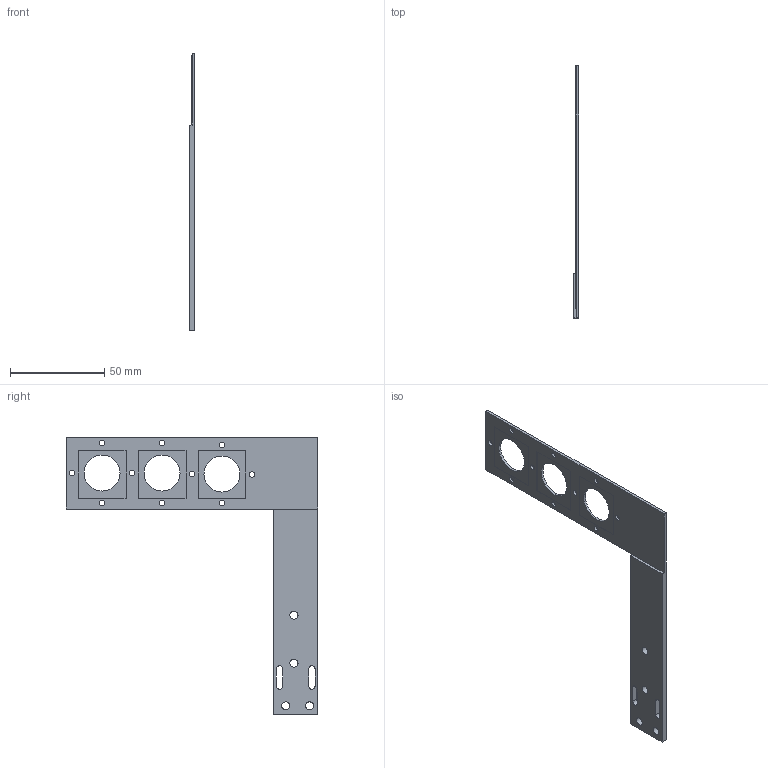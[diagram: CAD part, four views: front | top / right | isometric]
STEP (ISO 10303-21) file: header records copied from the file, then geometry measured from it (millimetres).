
FILE_DESCRIPTION( ( 'Unknown' ), '1' );
FILE_NAME( 'BottomPlateTargetWithSlots.stp', 'Unknown', ( 'Unknown' ), ( 'Unknown' ), 'PSStep 16.0.42', 'Unknown', ' ' );
FILE_SCHEMA( ( 'AUTOMOTIVE_DESIGN { 1 0 10303 214 1 1 1 1 }' ) );
Length unit declared in the file: millimetre
Products named in the file (1): 1
Bounding box: 3 x 133.35 x 147.12 mm (x, y, z)
Volume: 13355.1 mm3; surface area: 15168 mm2
Topology: 1 solids, 1 shells, 50 faces, 141 edges, 96 vertices
Faces by surface type: plane 29, cylinder 21
Full cylindrical faces by diameter (mm): 2.946 x10, 4.293 x2, 4.305 x2, 19.05 x3
Entity records: 1979 total; most frequent: DIRECTION 261, CARTESIAN_POINT 257, ORIENTED_EDGE 234, EDGE_CURVE 117, EDGE_LOOP 108, AXIS2_PLACEMENT_3D 93, VERTEX_POINT 89, LINE 75
